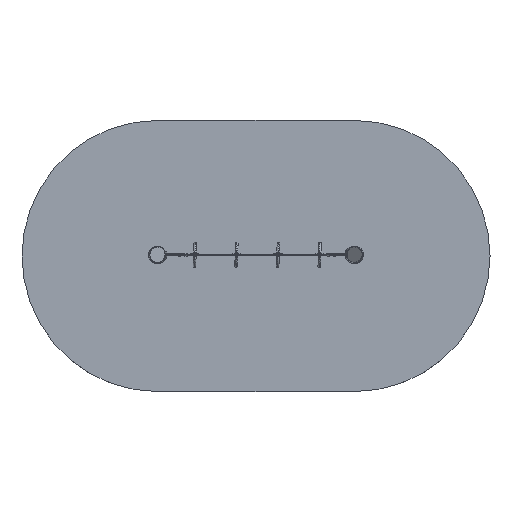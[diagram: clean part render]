
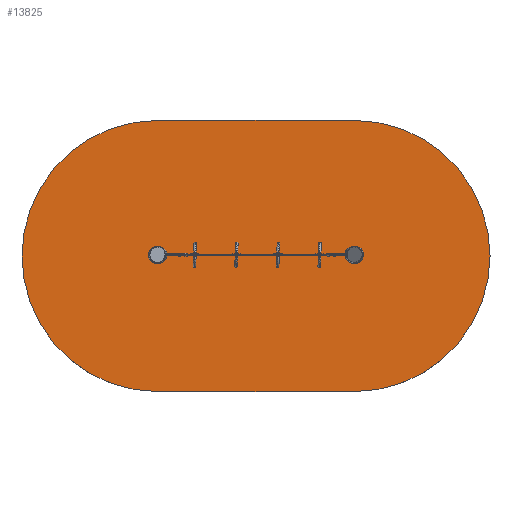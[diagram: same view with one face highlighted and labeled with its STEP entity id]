
A CAD part, top view. The second image highlights one B-rep face of the part: STEP entity #13825.
In plain terms, the highlighted planar face has unit normal (0, 0, 1).
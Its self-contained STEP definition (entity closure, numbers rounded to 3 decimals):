
#21 = EDGE_CURVE ( 'NONE', #13867, #18580, #9854, .T. ) ;
#1071 = VERTEX_POINT ( 'NONE', #19899 ) ;
#1299 = DIRECTION ( 'NONE',  ( -1., 0., 0. ) ) ;
#1363 = CARTESIAN_POINT ( 'NONE',  ( 1471.611, -408.62, 0. ) ) ;
#2419 = DIRECTION ( 'NONE',  ( 0., 1., 0. ) ) ;
#2502 = DIRECTION ( 'NONE',  ( 0., 0., 1. ) ) ;
#2582 = ORIENTED_EDGE ( 'NONE', *, *, #26856, .T. ) ;
#2656 = CARTESIAN_POINT ( 'NONE',  ( -2328.439, -408.62, 0. ) ) ;
#3490 = AXIS2_PLACEMENT_3D ( 'NONE', #16455, #2502, #18796 ) ;
#3567 = CIRCLE ( 'NONE', #3490, 1549.95 ) ;
#3824 = EDGE_CURVE ( 'NONE', #20427, #22835, #29852, .T. ) ;
#4751 = CARTESIAN_POINT ( 'NONE',  ( 3021.561, -408.62, 0. ) ) ;
#4794 = DIRECTION ( 'NONE',  ( 1., 0., 0. ) ) ;
#5268 = LINE ( 'NONE', #7908, #6022 ) ;
#5556 = DIRECTION ( 'NONE',  ( -1., 0., 0. ) ) ;
#5691 = EDGE_CURVE ( 'NONE', #23565, #9075, #8367, .T. ) ;
#6022 = VECTOR ( 'NONE', #5556, 1000. ) ;
#6386 = CARTESIAN_POINT ( 'NONE',  ( -778.489, -1958.67, 0. ) ) ;
#7109 = AXIS2_PLACEMENT_3D ( 'NONE', #1363, #15314, #22373 ) ;
#7242 = AXIS2_PLACEMENT_3D ( 'NONE', #7986, #24328, #10292 ) ;
#7784 = DIRECTION ( 'NONE',  ( 0., 0., 1. ) ) ;
#7908 = CARTESIAN_POINT ( 'NONE',  ( -778.489, 1141.33, 0. ) ) ;
#7986 = CARTESIAN_POINT ( 'NONE',  ( -778.489, -408.62, 0. ) ) ;
#8197 = ORIENTED_EDGE ( 'NONE', *, *, #26538, .T. ) ;
#8367 = LINE ( 'NONE', #4751, #26271 ) ;
#8394 = CARTESIAN_POINT ( 'NONE',  ( -778.489, 1141.33, 0. ) ) ;
#8512 = ORIENTED_EDGE ( 'NONE', *, *, #21, .T. ) ;
#9075 = VERTEX_POINT ( 'NONE', #11247 ) ;
#9854 = CIRCLE ( 'NONE', #7242, 1549.95 ) ;
#9865 = LINE ( 'NONE', #15834, #21591 ) ;
#10256 = CIRCLE ( 'NONE', #27485, 1549.95 ) ;
#10292 = DIRECTION ( 'NONE',  ( -1., 0., 0. ) ) ;
#10570 = VECTOR ( 'NONE', #4794, 1000. ) ;
#11048 = EDGE_LOOP ( 'NONE', ( #25755, #26584, #8512, #2582, #20741, #23334, #8197, #16217 ) ) ;
#11247 = CARTESIAN_POINT ( 'NONE',  ( 3021.561, -408.62, 0. ) ) ;
#11811 = EDGE_CURVE ( 'NONE', #18454, #13867, #5268, .T. ) ;
#13825 = ADVANCED_FACE ( 'NONE', ( #25312 ), #20030, .F. ) ;
#13867 = VERTEX_POINT ( 'NONE', #8394 ) ;
#15238 = DIRECTION ( 'NONE',  ( 0., 0., 1. ) ) ;
#15314 = DIRECTION ( 'NONE',  ( 0., 0., -1. ) ) ;
#15834 = CARTESIAN_POINT ( 'NONE',  ( -2328.439, -408.62, 0. ) ) ;
#16217 = ORIENTED_EDGE ( 'NONE', *, *, #5691, .T. ) ;
#16227 = CARTESIAN_POINT ( 'NONE',  ( 1471.611, 1141.33, 0. ) ) ;
#16427 = CARTESIAN_POINT ( 'NONE',  ( -778.489, -1958.67, 0. ) ) ;
#16455 = CARTESIAN_POINT ( 'NONE',  ( 1471.611, -408.62, 0. ) ) ;
#16769 = LINE ( 'NONE', #16427, #10570 ) ;
#16852 = EDGE_CURVE ( 'NONE', #9075, #18454, #3567, .T. ) ;
#18186 = DIRECTION ( 'NONE',  ( 0., -1., 0. ) ) ;
#18454 = VERTEX_POINT ( 'NONE', #16227 ) ;
#18580 = VERTEX_POINT ( 'NONE', #2656 ) ;
#18796 = DIRECTION ( 'NONE',  ( -1., 0., 0. ) ) ;
#19899 = CARTESIAN_POINT ( 'NONE',  ( 1471.611, -1958.67, 0. ) ) ;
#20030 = PLANE ( 'NONE',  #7109 ) ;
#20427 = VERTEX_POINT ( 'NONE', #21300 ) ;
#20741 = ORIENTED_EDGE ( 'NONE', *, *, #3824, .T. ) ;
#21121 = AXIS2_PLACEMENT_3D ( 'NONE', #29258, #15238, #1299 ) ;
#21300 = CARTESIAN_POINT ( 'NONE',  ( -2328.439, -408.72, 0. ) ) ;
#21591 = VECTOR ( 'NONE', #18186, 1000. ) ;
#21762 = CARTESIAN_POINT ( 'NONE',  ( 1471.611, -408.72, 0. ) ) ;
#22373 = DIRECTION ( 'NONE',  ( -1., 0., 0. ) ) ;
#22835 = VERTEX_POINT ( 'NONE', #6386 ) ;
#23334 = ORIENTED_EDGE ( 'NONE', *, *, #27986, .T. ) ;
#23565 = VERTEX_POINT ( 'NONE', #28342 ) ;
#24132 = DIRECTION ( 'NONE',  ( 1., 0., 0. ) ) ;
#24328 = DIRECTION ( 'NONE',  ( 0., 0., 1. ) ) ;
#25312 = FACE_OUTER_BOUND ( 'NONE', #11048, .T. ) ;
#25755 = ORIENTED_EDGE ( 'NONE', *, *, #16852, .T. ) ;
#26271 = VECTOR ( 'NONE', #2419, 1000. ) ;
#26538 = EDGE_CURVE ( 'NONE', #1071, #23565, #10256, .T. ) ;
#26584 = ORIENTED_EDGE ( 'NONE', *, *, #11811, .T. ) ;
#26856 = EDGE_CURVE ( 'NONE', #18580, #20427, #9865, .T. ) ;
#27485 = AXIS2_PLACEMENT_3D ( 'NONE', #21762, #7784, #24132 ) ;
#27986 = EDGE_CURVE ( 'NONE', #22835, #1071, #16769, .T. ) ;
#28342 = CARTESIAN_POINT ( 'NONE',  ( 3021.561, -408.72, 0. ) ) ;
#29258 = CARTESIAN_POINT ( 'NONE',  ( -778.489, -408.72, 0. ) ) ;
#29852 = CIRCLE ( 'NONE', #21121, 1549.95 ) ;
